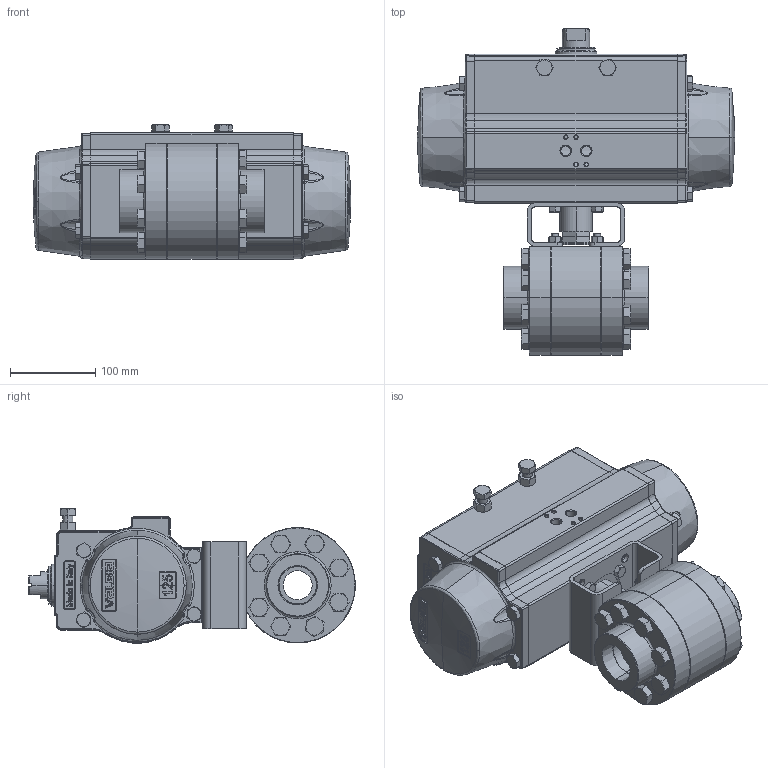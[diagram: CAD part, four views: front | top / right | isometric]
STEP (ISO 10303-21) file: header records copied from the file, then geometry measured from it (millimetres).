
FILE_DESCRIPTION (( 'STEP AP203' ), '1' );
FILE_NAME ('10000F-150-PT_UT-4.STEP', '2017-11-01T14:15:53', ( '' ), ( '' ), 'SwSTEP 2.0', 'SolidWorks 2014', '' );
FILE_SCHEMA (( 'CONFIG_CONTROL_DESIGN' ));
Products named in the file (1): 10000F-150-PT_UT-4
Bounding box: 371.83 x 383.09 x 157.27 mm (x, y, z)
Surface area: 408493.8 mm2 (no closed solid volume)
Topology: 0 solids, 70 shells, 1465 faces, 4656 edges, 3131 vertices
Faces by surface type: plane 573, cone 322, bspline 284, cylinder 240, sphere 42, torus 4
Entity records: 72963 total; most frequent: CARTESIAN_POINT 35298, ORIENTED_EDGE 7642, DIRECTION 7114, EDGE_CURVE 4640, VERTEX_POINT 3131, AXIS2_PLACEMENT_3D 2669, LINE 1776, VECTOR 1776
